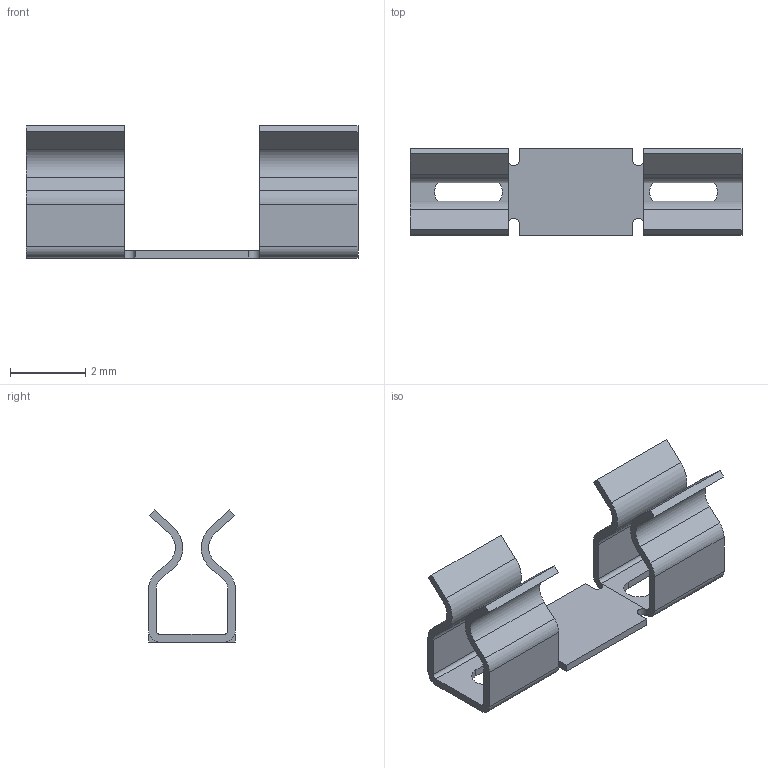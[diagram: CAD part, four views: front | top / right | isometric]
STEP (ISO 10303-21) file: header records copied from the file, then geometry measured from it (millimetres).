
FILE_DESCRIPTION((''),'2;1');
FILE_NAME('CLIP_HOLLAND-SHIELDING_LC.stp','2013-06-25T13:18:05',(''),(''),'Mechanical Desktop 2011','Mechanical Desktop 2011',', , ');
FILE_SCHEMA(('AUTOMOTIVE_DESIGN { 1 2 10303 214 1 1 1 1 }'));
Length unit declared in the file: millimetre
Products named in the file (1): Product
Bounding box: 8.8 x 2.3 x 3.5 mm (x, y, z)
Volume: 11.1 mm3; surface area: 125.2 mm2
Topology: 3 solids, 3 shells, 82 faces, 228 edges, 152 vertices
Faces by surface type: plane 50, cylinder 32
Entity records: 2687 total; most frequent: CARTESIAN_POINT 463, DIRECTION 458, ORIENTED_EDGE 456, EDGE_CURVE 228, VECTOR 164, LINE 164, VERTEX_POINT 152, AXIS2_PLACEMENT_3D 147
